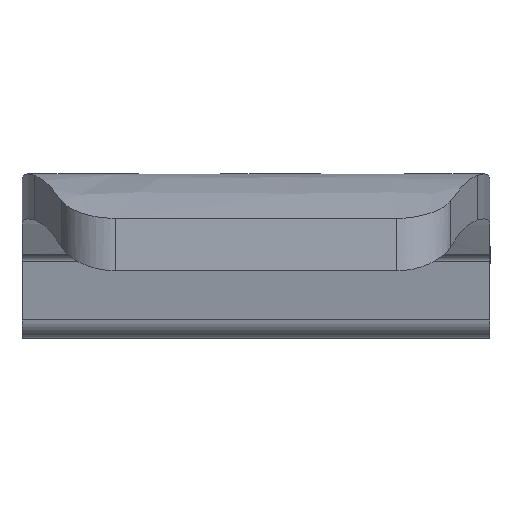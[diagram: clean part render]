
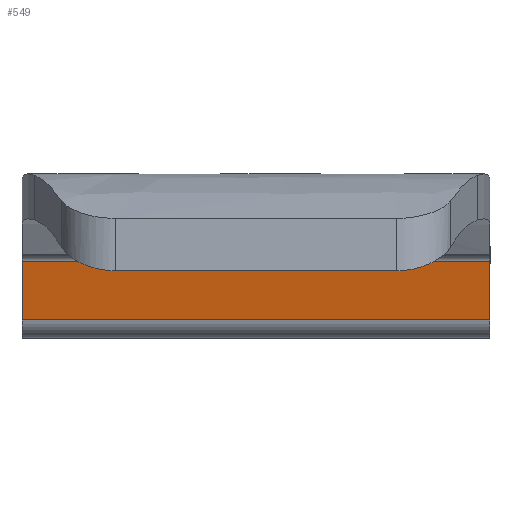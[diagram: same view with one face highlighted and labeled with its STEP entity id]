
A CAD part, front view. The second image highlights one B-rep face of the part: STEP entity #549.
In plain terms, the highlighted planar face has unit normal (0, -0.983, -0.182).
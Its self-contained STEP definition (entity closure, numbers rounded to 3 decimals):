
#29 = ORIENTED_EDGE ( 'NONE', *, *, #657, .T. ) ;
#40 = DIRECTION ( 'NONE',  ( 0., 0.182, -0.983 ) ) ;
#74 = LINE ( 'NONE', #465, #933 ) ;
#116 = CARTESIAN_POINT ( 'NONE',  ( 25., -18.755, -0.118 ) ) ;
#152 = VECTOR ( 'NONE', #963, 1000. ) ;
#163 = DIRECTION ( 'NONE',  ( 1., 0., 0. ) ) ;
#185 = EDGE_CURVE ( 'NONE', #202, #724, #74, .T. ) ;
#202 = VERTEX_POINT ( 'NONE', #949 ) ;
#237 = DIRECTION ( 'NONE',  ( 0., 0.182, -0.983 ) ) ;
#245 = CARTESIAN_POINT ( 'NONE',  ( -6.189, -18.909, 0.713 ) ) ;
#256 = ORIENTED_EDGE ( 'NONE', *, *, #185, .F. ) ;
#276 = ORIENTED_EDGE ( 'NONE', *, *, #927, .F. ) ;
#297 = VECTOR ( 'NONE', #40, 1000. ) ;
#385 = AXIS2_PLACEMENT_3D ( 'NONE', #245, #636, #237 ) ;
#389 = DIRECTION ( 'NONE',  ( 0., -0.182, 0.983 ) ) ;
#399 = FACE_OUTER_BOUND ( 'NONE', #522, .T. ) ;
#403 = PLANE ( 'NONE',  #385 ) ;
#410 = CARTESIAN_POINT ( 'NONE',  ( 0., -18.755, -0.118 ) ) ;
#421 = VERTEX_POINT ( 'NONE', #856 ) ;
#465 = CARTESIAN_POINT ( 'NONE',  ( 0., -18.909, 0.713 ) ) ;
#484 = CARTESIAN_POINT ( 'NONE',  ( -6.189, -18.755, -0.118 ) ) ;
#522 = EDGE_LOOP ( 'NONE', ( #276, #676, #256, #29 ) ) ;
#549 = ADVANCED_FACE ( 'NONE', ( #399 ), #403, .T. ) ;
#550 = EDGE_CURVE ( 'NONE', #752, #724, #725, .T. ) ;
#593 = CARTESIAN_POINT ( 'NONE',  ( 25., -18.909, 0.713 ) ) ;
#595 = VECTOR ( 'NONE', #163, 1000. ) ;
#633 = CARTESIAN_POINT ( 'NONE',  ( -6.189, -18.18, -3.22 ) ) ;
#636 = DIRECTION ( 'NONE',  ( 0., -0.983, -0.182 ) ) ;
#657 = EDGE_CURVE ( 'NONE', #202, #421, #966, .T. ) ;
#676 = ORIENTED_EDGE ( 'NONE', *, *, #550, .T. ) ;
#724 = VERTEX_POINT ( 'NONE', #410 ) ;
#725 = LINE ( 'NONE', #484, #152 ) ;
#752 = VERTEX_POINT ( 'NONE', #116 ) ;
#856 = CARTESIAN_POINT ( 'NONE',  ( 25., -18.18, -3.22 ) ) ;
#927 = EDGE_CURVE ( 'NONE', #752, #421, #1011, .T. ) ;
#933 = VECTOR ( 'NONE', #389, 1000. ) ;
#949 = CARTESIAN_POINT ( 'NONE',  ( 0., -18.18, -3.22 ) ) ;
#963 = DIRECTION ( 'NONE',  ( -1., 0., 0. ) ) ;
#966 = LINE ( 'NONE', #633, #595 ) ;
#1011 = LINE ( 'NONE', #593, #297 ) ;
